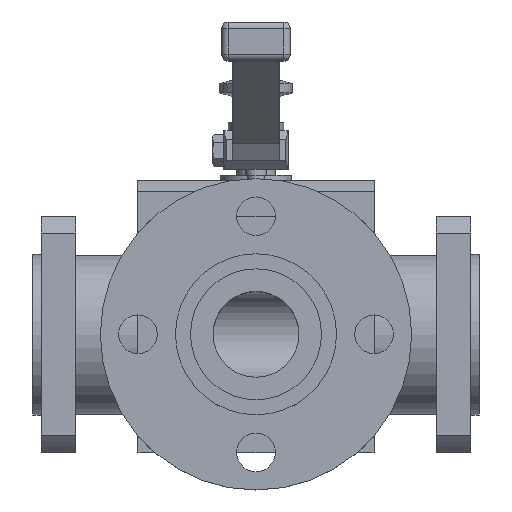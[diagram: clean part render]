
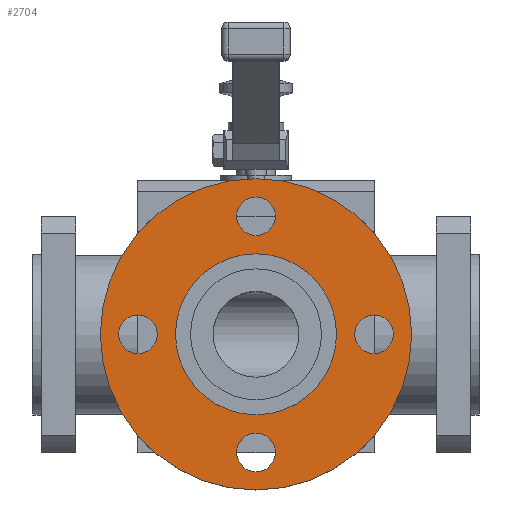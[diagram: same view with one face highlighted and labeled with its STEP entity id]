
A CAD part, top view. The second image highlights one B-rep face of the part: STEP entity #2704.
In plain terms, the highlighted planar face has unit normal (0, 0, 1).
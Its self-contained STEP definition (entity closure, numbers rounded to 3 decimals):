
#2704=ADVANCED_FACE('',(#5653,#5655,#5657,#5659,#5661,#5663),#5665,.T.);
#5653=FACE_BOUND('',#5654,.T.);
#5654=EDGE_LOOP('',(#7571));
#5655=FACE_BOUND('',#5656,.T.);
#5656=EDGE_LOOP('',(#7572));
#5657=FACE_BOUND('',#5658,.T.);
#5658=EDGE_LOOP('',(#7573));
#5659=FACE_BOUND('',#5660,.T.);
#5660=EDGE_LOOP('',(#7574));
#5661=FACE_BOUND('',#5662,.T.);
#5662=EDGE_LOOP('',(#7575));
#5663=FACE_BOUND('',#5664,.T.);
#5664=EDGE_LOOP('',(#7576));
#5665=PLANE('',#5666);
#5666=AXIS2_PLACEMENT_3D('',#5667,#5668,#5669);
#5667=CARTESIAN_POINT('',(0.,0.,100.));
#5668=DIRECTION('',(0.,0.,1.));
#5669=DIRECTION('',(0.,1.,0.));
#7571=ORIENTED_EDGE('',*,*,#8423,.T.);
#7572=ORIENTED_EDGE('',*,*,#8424,.T.);
#7573=ORIENTED_EDGE('',*,*,#8425,.T.);
#7574=ORIENTED_EDGE('',*,*,#8426,.T.);
#7575=ORIENTED_EDGE('',*,*,#8470,.F.);
#7576=ORIENTED_EDGE('',*,*,#8427,.T.);
#8423=EDGE_CURVE('',#9626,#9626,#9627,.T.);
#8424=EDGE_CURVE('',#9628,#9628,#9629,.F.);
#8425=EDGE_CURVE('',#9630,#9630,#9631,.F.);
#8426=EDGE_CURVE('',#9632,#9632,#9633,.F.);
#8427=EDGE_CURVE('',#9634,#9634,#9635,.F.);
#8470=EDGE_CURVE('',#9708,#9708,#9709,.T.);
#9626=VERTEX_POINT('',#13390);
#9627=CIRCLE('',#13391,72.5);
#9628=VERTEX_POINT('',#13395);
#9629=CIRCLE('',#13396,9.);
#9630=VERTEX_POINT('',#13400);
#9631=CIRCLE('',#13401,9.);
#9632=VERTEX_POINT('',#13405);
#9633=CIRCLE('',#13406,9.);
#9634=VERTEX_POINT('',#13410);
#9635=CIRCLE('',#13411,9.);
#9708=VERTEX_POINT('',#14585);
#9709=CIRCLE('',#14586,37.5);
#13390=CARTESIAN_POINT('',(0.,72.5,100.));
#13391=AXIS2_PLACEMENT_3D('',#13392,#13393,#13394);
#13392=CARTESIAN_POINT('',(0.,0.,100.));
#13393=DIRECTION('',(0.,0.,1.));
#13394=DIRECTION('',(0.,1.,0.));
#13395=CARTESIAN_POINT('',(-9.,-55.,100.));
#13396=AXIS2_PLACEMENT_3D('',#13397,#13398,#13399);
#13397=CARTESIAN_POINT('',(0.,-55.,100.));
#13398=DIRECTION('',(0.,0.,1.));
#13399=DIRECTION('',(-1.,0.,0.));
#13400=CARTESIAN_POINT('',(55.,-9.,100.));
#13401=AXIS2_PLACEMENT_3D('',#13402,#13403,#13404);
#13402=CARTESIAN_POINT('',(55.,0.,100.));
#13403=DIRECTION('',(0.,0.,1.));
#13404=DIRECTION('',(0.,-1.,0.));
#13405=CARTESIAN_POINT('',(9.,55.,100.));
#13406=AXIS2_PLACEMENT_3D('',#13407,#13408,#13409);
#13407=CARTESIAN_POINT('',(0.,55.,100.));
#13408=DIRECTION('',(0.,0.,1.));
#13409=DIRECTION('',(1.,0.,0.));
#13410=CARTESIAN_POINT('',(-55.,9.,100.));
#13411=AXIS2_PLACEMENT_3D('',#13412,#13413,#13414);
#13412=CARTESIAN_POINT('',(-55.,0.,100.));
#13413=DIRECTION('',(0.,0.,1.));
#13414=DIRECTION('',(0.,1.,0.));
#14585=CARTESIAN_POINT('',(0.,37.5,100.));
#14586=AXIS2_PLACEMENT_3D('',#14587,#14588,#14589);
#14587=CARTESIAN_POINT('',(0.,0.,100.));
#14588=DIRECTION('',(0.,0.,1.));
#14589=DIRECTION('',(0.,1.,0.));
